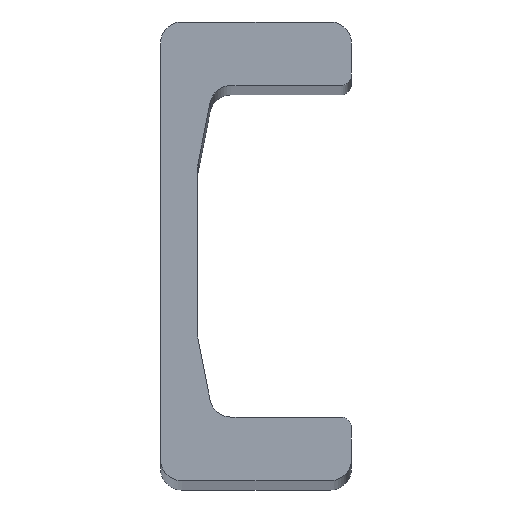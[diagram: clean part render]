
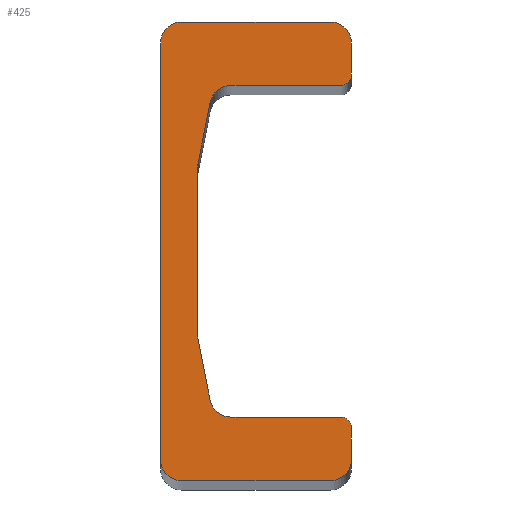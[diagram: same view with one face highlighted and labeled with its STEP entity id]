
A CAD part, top view. The second image highlights one B-rep face of the part: STEP entity #425.
In plain terms, the highlighted planar face has unit normal (0, 0, 1).
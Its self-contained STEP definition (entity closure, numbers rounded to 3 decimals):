
#20=CIRCLE('',#445,4.);
#22=CIRCLE('',#449,4.);
#24=CIRCLE('',#453,4.);
#26=CIRCLE('',#457,2.);
#28=CIRCLE('',#461,4.);
#30=CIRCLE('',#465,4.);
#32=CIRCLE('',#469,4.);
#34=CIRCLE('',#473,4.);
#36=CIRCLE('',#477,2.);
#38=CIRCLE('',#481,4.);
#69=FACE_OUTER_BOUND('',#91,.T.);
#91=EDGE_LOOP('',(#353,#354,#355,#356,#357,#358,#359,#360,#361,#362,#363,
#364,#365,#366,#367,#368,#369,#370,#371,#372));
#95=LINE('',#624,#135);
#99=LINE('',#636,#139);
#103=LINE('',#648,#143);
#107=LINE('',#660,#147);
#111=LINE('',#672,#151);
#115=LINE('',#684,#155);
#119=LINE('',#696,#159);
#123=LINE('',#708,#163);
#127=LINE('',#720,#167);
#131=LINE('',#732,#171);
#135=VECTOR('',#493,10.);
#139=VECTOR('',#505,10.);
#143=VECTOR('',#517,10.);
#147=VECTOR('',#529,10.);
#151=VECTOR('',#541,10.);
#155=VECTOR('',#553,10.);
#159=VECTOR('',#565,10.);
#163=VECTOR('',#577,10.);
#167=VECTOR('',#589,10.);
#171=VECTOR('',#601,10.);
#175=VERTEX_POINT('',#621);
#176=VERTEX_POINT('',#623);
#178=VERTEX_POINT('',#629);
#180=VERTEX_POINT('',#635);
#182=VERTEX_POINT('',#641);
#184=VERTEX_POINT('',#647);
#186=VERTEX_POINT('',#653);
#188=VERTEX_POINT('',#659);
#190=VERTEX_POINT('',#665);
#192=VERTEX_POINT('',#671);
#194=VERTEX_POINT('',#677);
#196=VERTEX_POINT('',#683);
#198=VERTEX_POINT('',#689);
#200=VERTEX_POINT('',#695);
#202=VERTEX_POINT('',#701);
#204=VERTEX_POINT('',#707);
#206=VERTEX_POINT('',#713);
#208=VERTEX_POINT('',#719);
#210=VERTEX_POINT('',#725);
#212=VERTEX_POINT('',#731);
#215=EDGE_CURVE('',#176,#175,#95,.T.);
#218=EDGE_CURVE('',#178,#176,#20,.T.);
#221=EDGE_CURVE('',#180,#178,#99,.T.);
#224=EDGE_CURVE('',#182,#180,#22,.T.);
#227=EDGE_CURVE('',#184,#182,#103,.T.);
#230=EDGE_CURVE('',#186,#184,#24,.T.);
#233=EDGE_CURVE('',#188,#186,#107,.T.);
#236=EDGE_CURVE('',#190,#188,#26,.T.);
#239=EDGE_CURVE('',#192,#190,#111,.T.);
#242=EDGE_CURVE('',#194,#192,#28,.T.);
#245=EDGE_CURVE('',#196,#194,#115,.T.);
#248=EDGE_CURVE('',#198,#196,#30,.T.);
#251=EDGE_CURVE('',#200,#198,#119,.T.);
#254=EDGE_CURVE('',#202,#200,#32,.T.);
#257=EDGE_CURVE('',#204,#202,#123,.T.);
#260=EDGE_CURVE('',#206,#204,#34,.T.);
#263=EDGE_CURVE('',#208,#206,#127,.T.);
#266=EDGE_CURVE('',#210,#208,#36,.T.);
#269=EDGE_CURVE('',#212,#210,#131,.T.);
#272=EDGE_CURVE('',#175,#212,#38,.T.);
#353=ORIENTED_EDGE('',*,*,#272,.T.);
#354=ORIENTED_EDGE('',*,*,#269,.T.);
#355=ORIENTED_EDGE('',*,*,#266,.T.);
#356=ORIENTED_EDGE('',*,*,#263,.T.);
#357=ORIENTED_EDGE('',*,*,#260,.T.);
#358=ORIENTED_EDGE('',*,*,#257,.T.);
#359=ORIENTED_EDGE('',*,*,#254,.T.);
#360=ORIENTED_EDGE('',*,*,#251,.T.);
#361=ORIENTED_EDGE('',*,*,#248,.T.);
#362=ORIENTED_EDGE('',*,*,#245,.T.);
#363=ORIENTED_EDGE('',*,*,#242,.T.);
#364=ORIENTED_EDGE('',*,*,#239,.T.);
#365=ORIENTED_EDGE('',*,*,#236,.T.);
#366=ORIENTED_EDGE('',*,*,#233,.T.);
#367=ORIENTED_EDGE('',*,*,#230,.T.);
#368=ORIENTED_EDGE('',*,*,#227,.T.);
#369=ORIENTED_EDGE('',*,*,#224,.T.);
#370=ORIENTED_EDGE('',*,*,#221,.T.);
#371=ORIENTED_EDGE('',*,*,#218,.T.);
#372=ORIENTED_EDGE('',*,*,#215,.T.);
#403=PLANE('',#482);
#425=ADVANCED_FACE('',(#69),#403,.T.);
#445=AXIS2_PLACEMENT_3D('',#630,#499,#500);
#449=AXIS2_PLACEMENT_3D('',#642,#511,#512);
#453=AXIS2_PLACEMENT_3D('',#654,#523,#524);
#457=AXIS2_PLACEMENT_3D('',#666,#535,#536);
#461=AXIS2_PLACEMENT_3D('',#678,#547,#548);
#465=AXIS2_PLACEMENT_3D('',#690,#559,#560);
#469=AXIS2_PLACEMENT_3D('',#702,#571,#572);
#473=AXIS2_PLACEMENT_3D('',#714,#583,#584);
#477=AXIS2_PLACEMENT_3D('',#726,#595,#596);
#481=AXIS2_PLACEMENT_3D('',#736,#607,#608);
#482=AXIS2_PLACEMENT_3D('',#737,#609,#610);
#493=DIRECTION('',(0.196,0.981,0.));
#499=DIRECTION('center_axis',(0.,0.,-1.));
#500=DIRECTION('ref_axis',(-0.981,0.196,0.));
#505=DIRECTION('',(0.,1.,0.));
#511=DIRECTION('center_axis',(0.,0.,-1.));
#512=DIRECTION('ref_axis',(-1.,0.,0.));
#517=DIRECTION('',(-0.196,0.981,0.));
#523=DIRECTION('center_axis',(0.,0.,-1.));
#524=DIRECTION('ref_axis',(-0.981,-0.196,0.));
#529=DIRECTION('',(-1.,0.,0.));
#535=DIRECTION('center_axis',(0.,0.,1.));
#536=DIRECTION('ref_axis',(0.,1.,0.));
#541=DIRECTION('',(0.,1.,0.));
#547=DIRECTION('center_axis',(0.,0.,1.));
#548=DIRECTION('ref_axis',(1.,0.,0.));
#553=DIRECTION('',(1.,0.,0.));
#559=DIRECTION('center_axis',(0.,0.,1.));
#560=DIRECTION('ref_axis',(0.,-1.,0.));
#565=DIRECTION('',(0.,-1.,0.));
#571=DIRECTION('center_axis',(0.,0.,1.));
#572=DIRECTION('ref_axis',(-1.,0.,0.));
#577=DIRECTION('',(-1.,0.,0.));
#583=DIRECTION('center_axis',(0.,0.,1.));
#584=DIRECTION('ref_axis',(0.,1.,0.));
#589=DIRECTION('',(0.,1.,0.));
#595=DIRECTION('center_axis',(0.,0.,1.));
#596=DIRECTION('ref_axis',(1.,0.,0.));
#601=DIRECTION('',(1.,0.,0.));
#607=DIRECTION('center_axis',(0.,0.,-1.));
#608=DIRECTION('ref_axis',(0.,1.,0.));
#609=DIRECTION('center_axis',(0.,0.,1.));
#610=DIRECTION('ref_axis',(1.,0.,0.));
#621=CARTESIAN_POINT('',(9.357,28.034,1000.));
#623=CARTESIAN_POINT('',(7.078,16.638,1000.));
#624=CARTESIAN_POINT('',(9.357,28.034,1000.));
#629=CARTESIAN_POINT('',(7.,15.854,1000.));
#630=CARTESIAN_POINT('Origin',(11.,15.854,1000.));
#635=CARTESIAN_POINT('',(7.,-15.854,1000.));
#636=CARTESIAN_POINT('',(7.,15.854,1000.));
#641=CARTESIAN_POINT('',(7.078,-16.638,1000.));
#642=CARTESIAN_POINT('Origin',(11.,-15.854,1000.));
#647=CARTESIAN_POINT('',(9.357,-28.034,1000.));
#648=CARTESIAN_POINT('',(7.078,-16.638,1000.));
#653=CARTESIAN_POINT('',(13.279,-31.25,1000.));
#654=CARTESIAN_POINT('Origin',(13.279,-27.25,1000.));
#659=CARTESIAN_POINT('',(34.,-31.25,1000.));
#660=CARTESIAN_POINT('',(13.279,-31.25,1000.));
#665=CARTESIAN_POINT('',(36.,-33.25,1000.));
#666=CARTESIAN_POINT('Origin',(34.,-33.25,1000.));
#671=CARTESIAN_POINT('',(36.,-39.25,1000.));
#672=CARTESIAN_POINT('',(36.,-33.25,1000.));
#677=CARTESIAN_POINT('',(32.,-43.25,1000.));
#678=CARTESIAN_POINT('Origin',(32.,-39.25,1000.));
#683=CARTESIAN_POINT('',(4.,-43.25,1000.));
#684=CARTESIAN_POINT('',(32.,-43.25,1000.));
#689=CARTESIAN_POINT('',(0.,-39.25,1000.));
#690=CARTESIAN_POINT('Origin',(4.,-39.25,1000.));
#695=CARTESIAN_POINT('',(0.,39.25,1000.));
#696=CARTESIAN_POINT('',(0.,-39.25,1000.));
#701=CARTESIAN_POINT('',(4.,43.25,1000.));
#702=CARTESIAN_POINT('Origin',(4.,39.25,1000.));
#707=CARTESIAN_POINT('',(32.,43.25,1000.));
#708=CARTESIAN_POINT('',(4.,43.25,1000.));
#713=CARTESIAN_POINT('',(36.,39.25,1000.));
#714=CARTESIAN_POINT('Origin',(32.,39.25,1000.));
#719=CARTESIAN_POINT('',(36.,33.25,1000.));
#720=CARTESIAN_POINT('',(36.,39.25,1000.));
#725=CARTESIAN_POINT('',(34.,31.25,1000.));
#726=CARTESIAN_POINT('Origin',(34.,33.25,1000.));
#731=CARTESIAN_POINT('',(13.279,31.25,1000.));
#732=CARTESIAN_POINT('',(34.,31.25,1000.));
#736=CARTESIAN_POINT('Origin',(13.279,27.25,1000.));
#737=CARTESIAN_POINT('Origin',(18.,0.,1000.));
